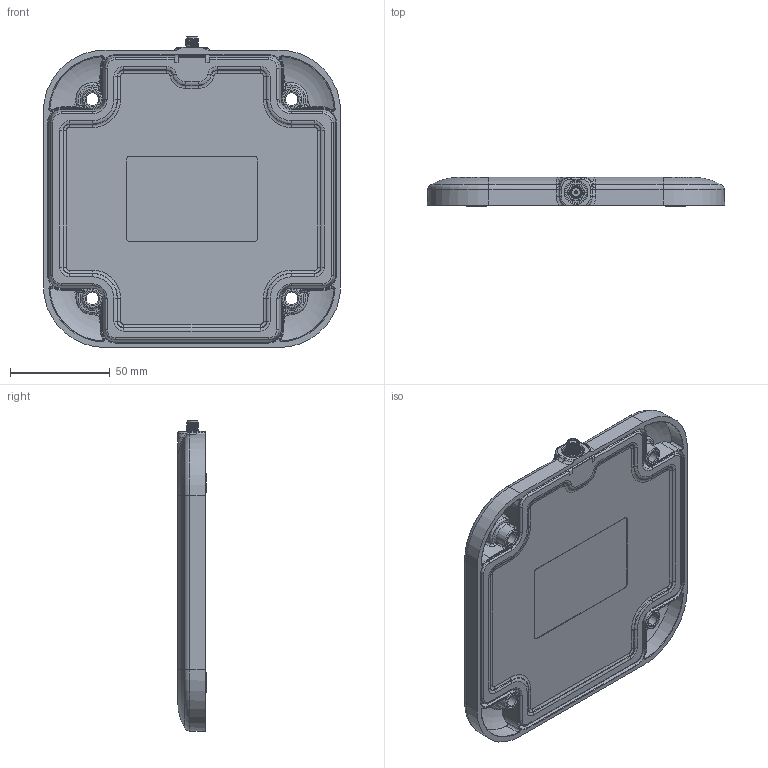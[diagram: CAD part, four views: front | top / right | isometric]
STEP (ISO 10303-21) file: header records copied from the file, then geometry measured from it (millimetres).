
FILE_DESCRIPTION (( 'STEP AP214' ), '1' );
FILE_NAME ('A5020NF Antenna RevA 6-3-25.STEP', '2025-03-06T01:20:39', ( '' ), ( '' ), 'SwSTEP 2.0', 'SolidWorks 2019', '' );
FILE_SCHEMA (( 'AUTOMOTIVE_DESIGN' ));
Length unit declared in the file: millimetre
Products named in the file (1): A5020NF Antenna RevA 6-3-25
Bounding box: 149.4 x 14.5 x 156.25 mm (x, y, z)
Volume: 115463 mm3; surface area: 98283 mm2
Topology: 6 solids, 6 shells, 1203 faces, 2890 edges, 1683 vertices
Faces by surface type: cylinder 335, torus 291, plane 237, bspline 189, cone 148, sphere 3
Entity records: 66524 total; most frequent: CARTESIAN_POINT 26591, ORIENTED_EDGE 5720, DIRECTION 5549, EDGE_CURVE 2860, AXIS2_PLACEMENT_3D 2266, VERTEX_POINT 1683, CIRCLE 1251, EDGE_LOOP 1233
